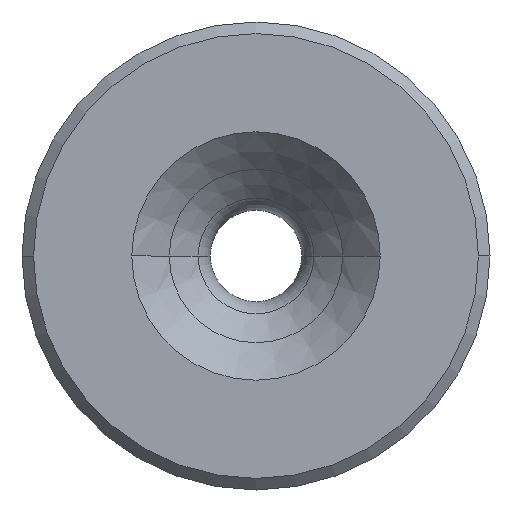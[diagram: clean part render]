
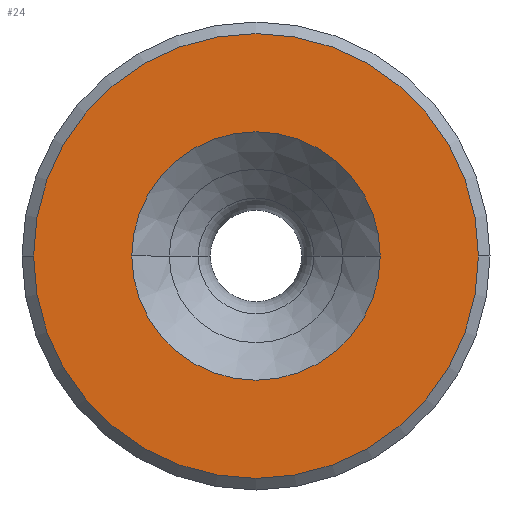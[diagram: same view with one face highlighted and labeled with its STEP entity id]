
A CAD part, front view. The second image highlights one B-rep face of the part: STEP entity #24.
In plain terms, the highlighted planar face has unit normal (0, -1, 0).
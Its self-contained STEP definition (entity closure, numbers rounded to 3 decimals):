
#9 = ORIENTED_EDGE ( 'NONE', *, *, #79, .T. ) ;
#10 = EDGE_LOOP ( 'NONE', ( #39, #16 ) ) ;
#11 = ORIENTED_EDGE ( 'NONE', *, *, #19, .T. ) ;
#14 = EDGE_LOOP ( 'NONE', ( #9, #11 ) ) ;
#16 = ORIENTED_EDGE ( 'NONE', *, *, #249, .F. ) ;
#19 = EDGE_CURVE ( 'NONE', #99, #262, #473, .T. ) ;
#24 = ADVANCED_FACE ( 'NONE', ( #456, #511 ), #501, .F. ) ;
#39 = ORIENTED_EDGE ( 'NONE', *, *, #72, .F. ) ;
#72 = EDGE_CURVE ( 'NONE', #274, #265, #527, .T. ) ;
#79 = EDGE_CURVE ( 'NONE', #262, #99, #370, .T. ) ;
#99 = VERTEX_POINT ( 'NONE', #539 ) ;
#249 = EDGE_CURVE ( 'NONE', #265, #274, #858, .T. ) ;
#262 = VERTEX_POINT ( 'NONE', #960 ) ;
#265 = VERTEX_POINT ( 'NONE', #853 ) ;
#274 = VERTEX_POINT ( 'NONE', #948 ) ;
#366 = DIRECTION ( 'NONE',  ( -1., 0., 0. ) ) ;
#367 = DIRECTION ( 'NONE',  ( 0., 1., 0. ) ) ;
#368 = CARTESIAN_POINT ( 'NONE',  ( 0., 0., 0. ) ) ;
#369 = AXIS2_PLACEMENT_3D ( 'NONE', #368, #367, #366 ) ;
#370 = CIRCLE ( 'NONE', #369, 2.15 ) ;
#449 = CARTESIAN_POINT ( 'NONE',  ( 0., 0., 0. ) ) ;
#453 = DIRECTION ( 'NONE',  ( 0., 1., 0. ) ) ;
#456 = FACE_OUTER_BOUND ( 'NONE', #10, .T. ) ;
#463 = AXIS2_PLACEMENT_3D ( 'NONE', #449, #453, #513 ) ;
#473 = CIRCLE ( 'NONE', #463, 2.15 ) ;
#497 = DIRECTION ( 'NONE',  ( -1., 0., 0. ) ) ;
#498 = DIRECTION ( 'NONE',  ( 0., 1., 0. ) ) ;
#499 = CARTESIAN_POINT ( 'NONE',  ( 2.15, 0., 0. ) ) ;
#500 = AXIS2_PLACEMENT_3D ( 'NONE', #499, #498, #497 ) ;
#501 = PLANE ( 'NONE',  #500 ) ;
#511 = FACE_BOUND ( 'NONE', #14, .T. ) ;
#513 = DIRECTION ( 'NONE',  ( -1., 0., 0. ) ) ;
#514 = DIRECTION ( 'NONE',  ( -1., 0., 0. ) ) ;
#515 = DIRECTION ( 'NONE',  ( 0., 1., 0. ) ) ;
#516 = CARTESIAN_POINT ( 'NONE',  ( 0., 0., 0. ) ) ;
#517 = AXIS2_PLACEMENT_3D ( 'NONE', #516, #515, #514 ) ;
#527 = CIRCLE ( 'NONE', #517, 3.85 ) ;
#539 = CARTESIAN_POINT ( 'NONE',  ( -2.15, 0., 0. ) ) ;
#848 = DIRECTION ( 'NONE',  ( -1., 0., 0. ) ) ;
#849 = DIRECTION ( 'NONE',  ( 0., 1., 0. ) ) ;
#850 = CARTESIAN_POINT ( 'NONE',  ( 0., 0., 0. ) ) ;
#852 = AXIS2_PLACEMENT_3D ( 'NONE', #850, #849, #848 ) ;
#853 = CARTESIAN_POINT ( 'NONE',  ( 3.85, 0., 0. ) ) ;
#858 = CIRCLE ( 'NONE', #852, 3.85 ) ;
#948 = CARTESIAN_POINT ( 'NONE',  ( -3.85, 0., 0. ) ) ;
#960 = CARTESIAN_POINT ( 'NONE',  ( 2.15, 0., 0. ) ) ;
